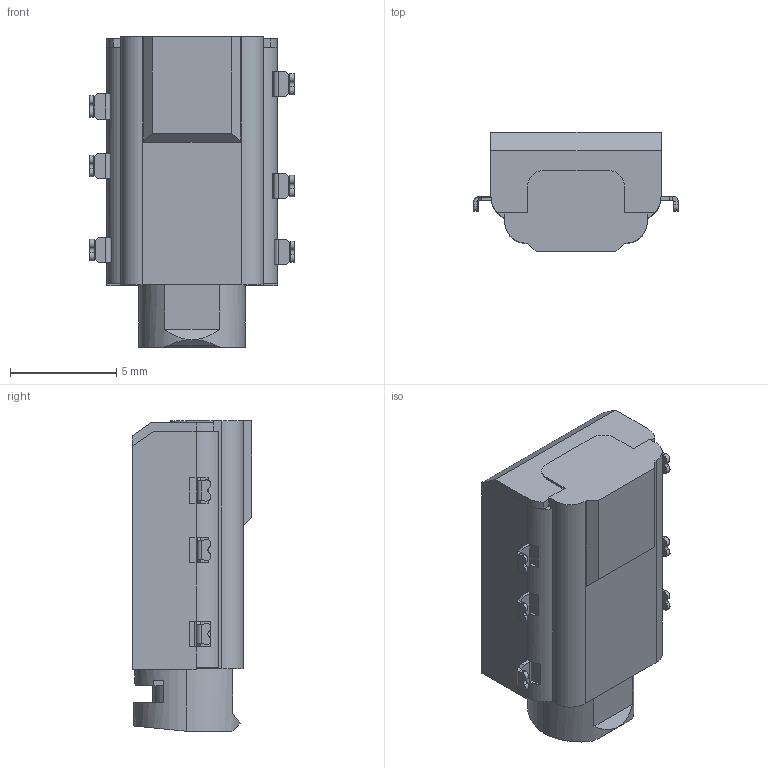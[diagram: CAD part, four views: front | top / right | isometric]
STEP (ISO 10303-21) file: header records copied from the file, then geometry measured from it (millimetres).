
FILE_DESCRIPTION (( 'STEP AP214' ), '1' );
FILE_NAME ('SJ-3551B-MSMT-TR-67.STEP', '2022-11-25T14:42:02', ( '' ), ( '' ), 'SwSTEP 2.0', 'SolidWorks 2017', '' );
FILE_SCHEMA (( 'AUTOMOTIVE_DESIGN' ));
Length unit declared in the file: millimetre
Products named in the file (2): SJ-3551B-MSMT-TR-67
Assembly tree (1 placements, depth 2):
  SJ-3551B-MSMT-TR-67
    SJ-3551B-MSMT-TR-67
Bounding box: 9.6 x 5.62 x 14.6 mm (x, y, z)
Volume: 425.1 mm3; surface area: 899 mm2
Topology: 12 solids, 12 shells, 302 faces, 768 edges, 493 vertices
Faces by surface type: plane 192, cylinder 104, cone 3, bspline 3
Entity records: 9434 total; most frequent: CARTESIAN_POINT 1863, DIRECTION 1560, ORIENTED_EDGE 1536, EDGE_CURVE 768, AXIS2_PLACEMENT_3D 524, LINE 512, VECTOR 512, VERTEX_POINT 493
